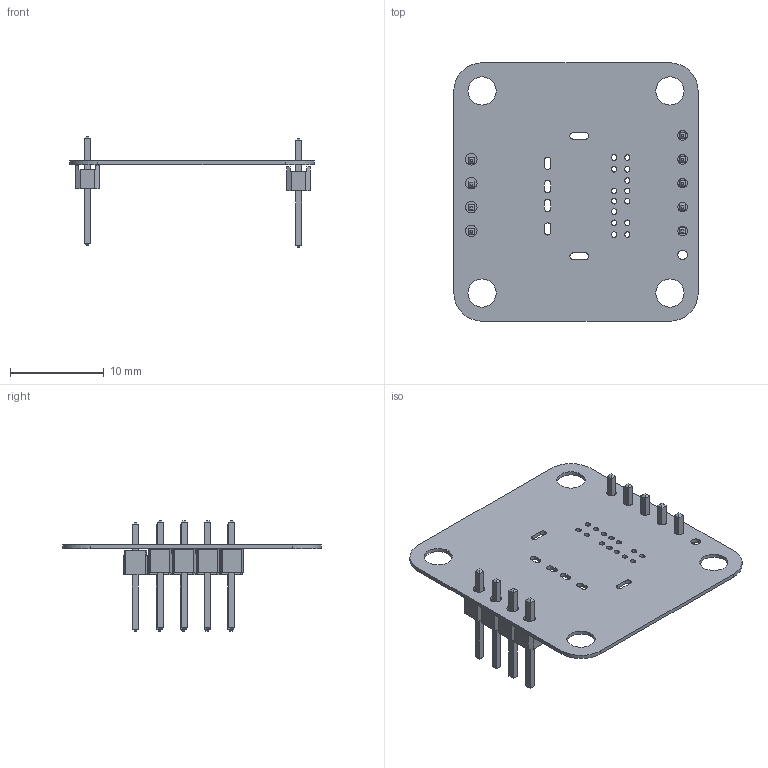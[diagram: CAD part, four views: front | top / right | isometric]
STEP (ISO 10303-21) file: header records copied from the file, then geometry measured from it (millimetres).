
FILE_DESCRIPTION(('Open CASCADE Model'),'2;1');
FILE_NAME('Open CASCADE Shape Model','2023-02-01T16:57:13',('Author'),( 'Open CASCADE'),'Open CASCADE STEP processor 7.5','Open CASCADE 7.5' ,'Unknown');
FILE_SCHEMA(('AUTOMOTIVE_DESIGN { 1 0 10303 214 1 1 1 1 }'));
Length unit declared in the file: millimetre
Products named in the file (16): PCB; Board; Open CASCADE STEP translator 7.5 3.1.1; P2; 65781; P1; 71071830
Assembly tree (15 placements, depth 3):
  PCB
    Board
      Open CASCADE STEP translator 7.5 3.1.1
    P2
      65781
      65781
      65781
      65781
      65781
    P1
      71071830
      71071830
      71071830
      71071830
      71071830
      71071830
Bounding box: 26 x 27.5 x 11.74 mm (x, y, z)
Volume: 427.2 mm3; surface area: 2005.5 mm2
Topology: 12 solids, 12 shells, 364 faces, 948 edges, 608 vertices
Faces by surface type: plane 306, cylinder 58
Full cylindrical faces by diameter (mm): 1.016 x6, 1.22 x4, 3 x4
Entity records: 13206 total; most frequent: CARTESIAN_POINT 1936, ORIENTED_EDGE 1896, DIRECTION 1824, EDGE_CURVE 948, LINE 832, VECTOR 832, VERTEX_POINT 608, AXIS2_PLACEMENT_3D 496
